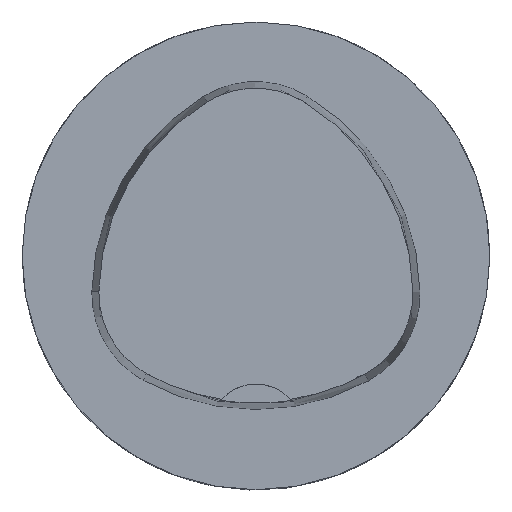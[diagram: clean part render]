
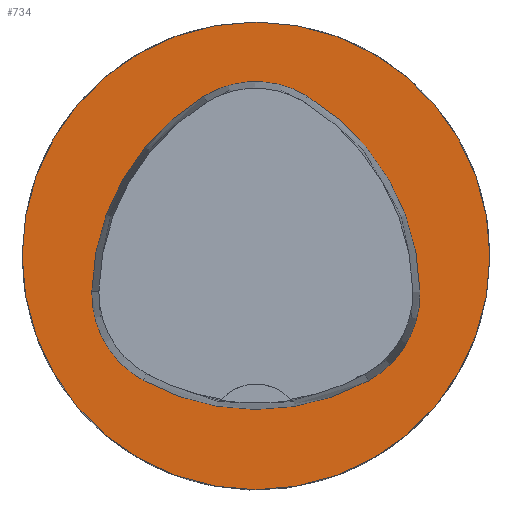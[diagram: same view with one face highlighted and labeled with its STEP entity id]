
A CAD part, top view. The second image highlights one B-rep face of the part: STEP entity #734.
In plain terms, the highlighted planar face has unit normal (0, 0, 1).
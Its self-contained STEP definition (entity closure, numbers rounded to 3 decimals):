
#252=FACE_BOUND('',#1798,.T.);
#253=FACE_BOUND('',#1799,.T.);
#398=CIRCLE('',#7490,20.);
#399=CIRCLE('',#7492,20.);
#401=CIRCLE('',#7495,8.5);
#403=CIRCLE('',#7498,20.);
#405=CIRCLE('',#7501,8.5);
#409=CIRCLE('',#7506,20.);
#411=CIRCLE('',#7509,8.5);
#734=ADVANCED_FACE('',(#252,#253),#1090,.T.);
#1090=PLANE('',#7514);
#1798=EDGE_LOOP('',(#2478,#2479,#2480,#2481,#2482,#2483));
#1799=EDGE_LOOP('',(#2484));
#2478=ORIENTED_EDGE('',*,*,#5028,.T.);
#2479=ORIENTED_EDGE('',*,*,#5008,.T.);
#2480=ORIENTED_EDGE('',*,*,#5012,.T.);
#2481=ORIENTED_EDGE('',*,*,#5015,.T.);
#2482=ORIENTED_EDGE('',*,*,#5018,.T.);
#2483=ORIENTED_EDGE('',*,*,#5026,.T.);
#2484=ORIENTED_EDGE('',*,*,#5007,.F.);
#4288=VERTEX_POINT('',#10624);
#4289=VERTEX_POINT('',#10627);
#4290=VERTEX_POINT('',#10628);
#4293=VERTEX_POINT('',#10636);
#4295=VERTEX_POINT('',#10642);
#4297=VERTEX_POINT('',#10648);
#4304=VERTEX_POINT('',#10669);
#5007=EDGE_CURVE('',#4288,#4288,#398,.T.);
#5008=EDGE_CURVE('',#4289,#4290,#399,.T.);
#5012=EDGE_CURVE('',#4290,#4293,#401,.T.);
#5015=EDGE_CURVE('',#4293,#4295,#403,.T.);
#5018=EDGE_CURVE('',#4295,#4297,#405,.T.);
#5026=EDGE_CURVE('',#4297,#4304,#409,.T.);
#5028=EDGE_CURVE('',#4304,#4289,#411,.T.);
#7490=AXIS2_PLACEMENT_3D('',#10623,#8359,#8360);
#7492=AXIS2_PLACEMENT_3D('',#10626,#8363,#8364);
#7495=AXIS2_PLACEMENT_3D('',#10635,#8371,#8372);
#7498=AXIS2_PLACEMENT_3D('',#10641,#8378,#8379);
#7501=AXIS2_PLACEMENT_3D('',#10647,#8385,#8386);
#7506=AXIS2_PLACEMENT_3D('',#10670,#8397,#8398);
#7509=AXIS2_PLACEMENT_3D('',#10673,#8403,#8404);
#7514=AXIS2_PLACEMENT_3D('',#10678,#8413,#8414);
#8359=DIRECTION('',(0.,0.,-1.));
#8360=DIRECTION('',(-1.,0.,0.));
#8363=DIRECTION('',(0.,0.,-1.));
#8364=DIRECTION('',(-1.,0.,0.));
#8371=DIRECTION('',(0.,0.,-1.));
#8372=DIRECTION('',(-1.,0.,0.));
#8378=DIRECTION('',(0.,0.,-1.));
#8379=DIRECTION('',(-1.,0.,0.));
#8385=DIRECTION('',(0.,0.,-1.));
#8386=DIRECTION('',(-1.,0.,0.));
#8397=DIRECTION('',(0.,0.,-1.));
#8398=DIRECTION('',(-1.,0.,0.));
#8403=DIRECTION('',(0.,0.,-1.));
#8404=DIRECTION('',(-1.,0.,0.));
#8413=DIRECTION('',(0.,0.,1.));
#8414=DIRECTION('',(1.,0.,0.));
#10623=CARTESIAN_POINT('',(0.,0.,0.));
#10624=CARTESIAN_POINT('',(-20.,0.,0.));
#10626=CARTESIAN_POINT('',(5.955,-3.414,0.));
#10627=CARTESIAN_POINT('',(-14.041,-3.042,0.));
#10628=CARTESIAN_POINT('',(-4.472,13.653,0.));
#10635=CARTESIAN_POINT('',(-0.04,6.4,0.));
#10636=CARTESIAN_POINT('',(4.347,13.68,0.));
#10641=CARTESIAN_POINT('',(-5.976,-3.45,0.));
#10642=CARTESIAN_POINT('',(14.021,-3.075,0.));
#10647=CARTESIAN_POINT('',(5.522,-3.235,0.));
#10648=CARTESIAN_POINT('',(9.588,-10.699,0.));
#10669=CARTESIAN_POINT('',(-9.655,-10.639,0.));
#10670=CARTESIAN_POINT('',(0.022,6.864,0.));
#10673=CARTESIAN_POINT('',(-5.543,-3.2,0.));
#10678=CARTESIAN_POINT('',(0.,0.,0.));
